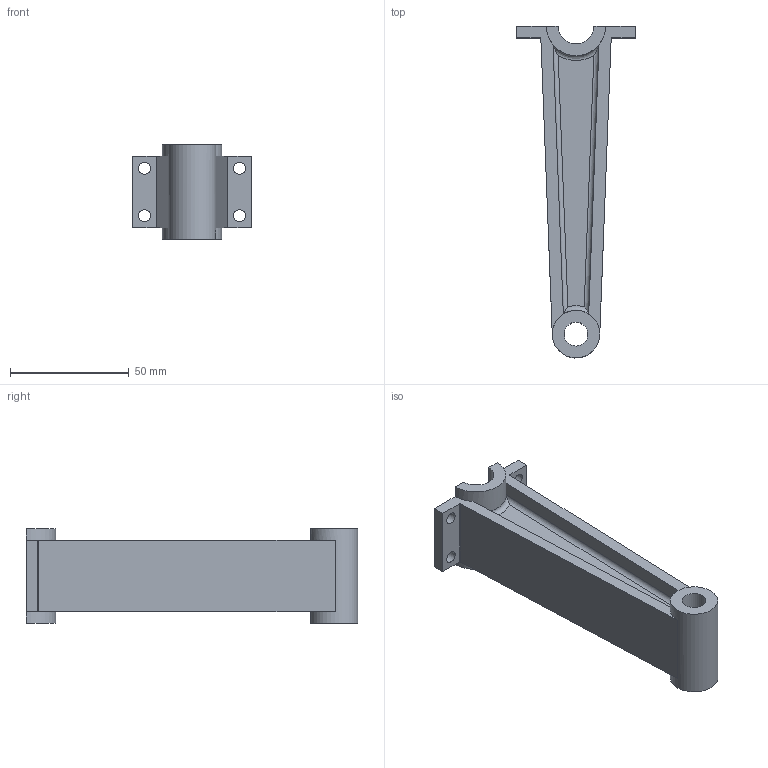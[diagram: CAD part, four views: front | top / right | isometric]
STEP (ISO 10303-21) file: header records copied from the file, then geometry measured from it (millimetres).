
FILE_DESCRIPTION( ('This file contains a STEP AP42 implementation' ,'as created by ZW3D STEP Interface translator.' ,'') ,'2;1' );
FILE_NAME( '砂轮架带动曲柄.ipt.stp' ,'251027.114730', (''), ('ZWCAD Software Co.'), 'Version 1.0', 'ZW3D to STEP translator', '' );
FILE_SCHEMA(('AUTOMOTIVE_DESIGN { 1 0 10303 214 1 1 1 1 }'));
Length unit declared in the file: millimetre
Products named in the file (1): 0
Bounding box: 50 x 139.79 x 40 mm (x, y, z)
Volume: 78009.9 mm3; surface area: 24258.4 mm2
Topology: 1 solids, 1 shells, 41 faces, 118 edges, 80 vertices
Faces by surface type: plane 22, cylinder 15, torus 4
Full cylindrical faces by diameter (mm): 5 x4, 10 x1, 20 x1
Entity records: 1551 total; most frequent: CARTESIAN_POINT 354, DIRECTION 242, ORIENTED_EDGE 236, EDGE_CURVE 118, AXIS2_PLACEMENT_3D 90, VERTEX_POINT 80, VECTOR 62, LINE 62
